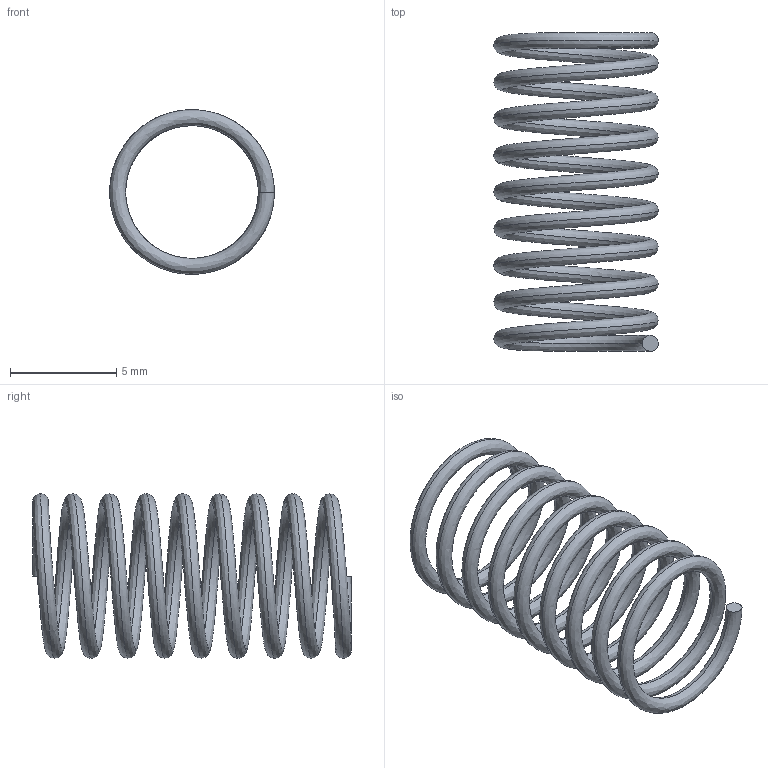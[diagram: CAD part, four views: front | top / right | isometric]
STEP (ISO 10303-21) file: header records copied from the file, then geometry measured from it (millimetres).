
FILE_DESCRIPTION((''),'2;1');
FILE_NAME('BED_SPRING','2023-02-15T17:17:44',('matteo.grassi'),(''),'CREO PARAMETRIC BY PTC INC, 2018020','CREO PARAMETRIC BY PTC INC, 2018020','');
FILE_SCHEMA(('AUTOMOTIVE_DESIGN { 1 0 10303 214 1 1 1 1 }'));
Length unit declared in the file: millimetre
Products named in the file (1): BED_SPRING
Bounding box: 7.75 x 15 x 7.75 mm (x, y, z)
Volume: 87.4 mm3; surface area: 467.8 mm2
Topology: 1 solids, 1 shells, 4 faces, 6 edges, 4 vertices
Faces by surface type: bspline 2, plane 2
Entity records: 2561 total; most frequent: CARTESIAN_POINT 2319, COLOUR_RGB 106, ORIENTED_EDGE 12, PRESENTATION_STYLE_ASSIGNMENT 7, STYLED_ITEM 7, DRAUGHTING_PRE_DEFINED_COLOUR 7, PROPERTY_DEFINITION 7, CURVE_STYLE 6
